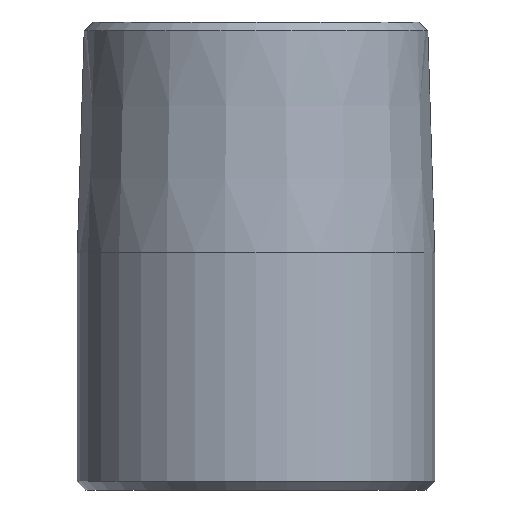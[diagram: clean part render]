
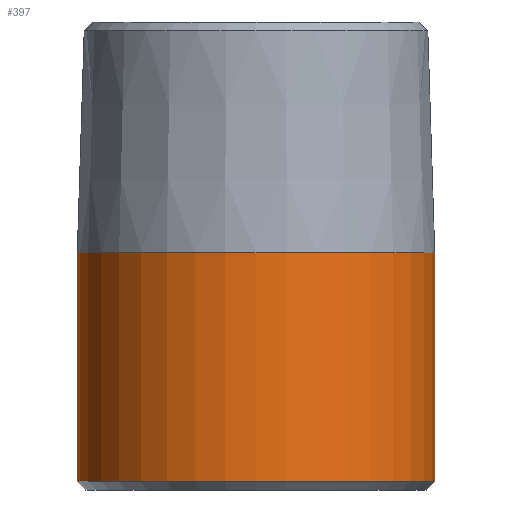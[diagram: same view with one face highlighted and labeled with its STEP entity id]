
A CAD part, front view. The second image highlights one B-rep face of the part: STEP entity #397.
In plain terms, the highlighted cylindrical face has radius 13.335 mm (diameter 26.67 mm), a partial arc.
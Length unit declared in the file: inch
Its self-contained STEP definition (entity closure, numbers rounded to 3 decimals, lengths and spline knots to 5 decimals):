
#8 = EDGE_LOOP ( 'NONE', ( #164, #156, #413, #223 ) ) ;
#12 = CIRCLE ( 'NONE', #464, 0.525 ) ;
#29 = CARTESIAN_POINT ( 'NONE',  ( 0.525, 0., 0.6975 ) ) ;
#43 = CARTESIAN_POINT ( 'NONE',  ( -0.525, 0., 0.025 ) ) ;
#52 = EDGE_CURVE ( 'NONE', #69, #402, #300, .T. ) ;
#69 = VERTEX_POINT ( 'NONE', #29 ) ;
#81 = CARTESIAN_POINT ( 'NONE',  ( 0., 0., 0.6975 ) ) ;
#113 = DIRECTION ( 'NONE',  ( 0., 0., 1. ) ) ;
#128 = CYLINDRICAL_SURFACE ( 'NONE', #208, 0.525 ) ;
#130 = FACE_OUTER_BOUND ( 'NONE', #8, .T. ) ;
#137 = CARTESIAN_POINT ( 'NONE',  ( 0.525, 0., 1.375 ) ) ;
#138 = DIRECTION ( 'NONE',  ( 0., 0., -1. ) ) ;
#156 = ORIENTED_EDGE ( 'NONE', *, *, #227, .T. ) ;
#164 = ORIENTED_EDGE ( 'NONE', *, *, #52, .F. ) ;
#166 = VECTOR ( 'NONE', #291, 39.37008 ) ;
#169 = EDGE_CURVE ( 'NONE', #228, #402, #12, .T. ) ;
#208 = AXIS2_PLACEMENT_3D ( 'NONE', #282, #324, #469 ) ;
#221 = VERTEX_POINT ( 'NONE', #271 ) ;
#223 = ORIENTED_EDGE ( 'NONE', *, *, #169, .T. ) ;
#227 = EDGE_CURVE ( 'NONE', #69, #221, #488, .T. ) ;
#228 = VERTEX_POINT ( 'NONE', #43 ) ;
#236 = DIRECTION ( 'NONE',  ( 0., 0., -1. ) ) ;
#252 = LINE ( 'NONE', #372, #481 ) ;
#271 = CARTESIAN_POINT ( 'NONE',  ( -0.525, 0., 0.6975 ) ) ;
#277 = CARTESIAN_POINT ( 'NONE',  ( 0.525, 0., 0.025 ) ) ;
#282 = CARTESIAN_POINT ( 'NONE',  ( 0., 0., 1.375 ) ) ;
#291 = DIRECTION ( 'NONE',  ( 0., 0., -1. ) ) ;
#300 = LINE ( 'NONE', #137, #166 ) ;
#324 = DIRECTION ( 'NONE',  ( 0., 0., -1. ) ) ;
#372 = CARTESIAN_POINT ( 'NONE',  ( -0.525, 0., 1.375 ) ) ;
#386 = DIRECTION ( 'NONE',  ( -1., 0., 0. ) ) ;
#397 = ADVANCED_FACE ( 'NONE', ( #130 ), #128, .T. ) ;
#402 = VERTEX_POINT ( 'NONE', #277 ) ;
#413 = ORIENTED_EDGE ( 'NONE', *, *, #472, .T. ) ;
#417 = CARTESIAN_POINT ( 'NONE',  ( 0., 0., 0.025 ) ) ;
#464 = AXIS2_PLACEMENT_3D ( 'NONE', #417, #113, #498 ) ;
#469 = DIRECTION ( 'NONE',  ( -1., 0., 0. ) ) ;
#472 = EDGE_CURVE ( 'NONE', #221, #228, #252, .T. ) ;
#480 = AXIS2_PLACEMENT_3D ( 'NONE', #81, #236, #386 ) ;
#481 = VECTOR ( 'NONE', #138, 39.37008 ) ;
#488 = CIRCLE ( 'NONE', #480, 0.525 ) ;
#498 = DIRECTION ( 'NONE',  ( 1., 0., 0. ) ) ;
